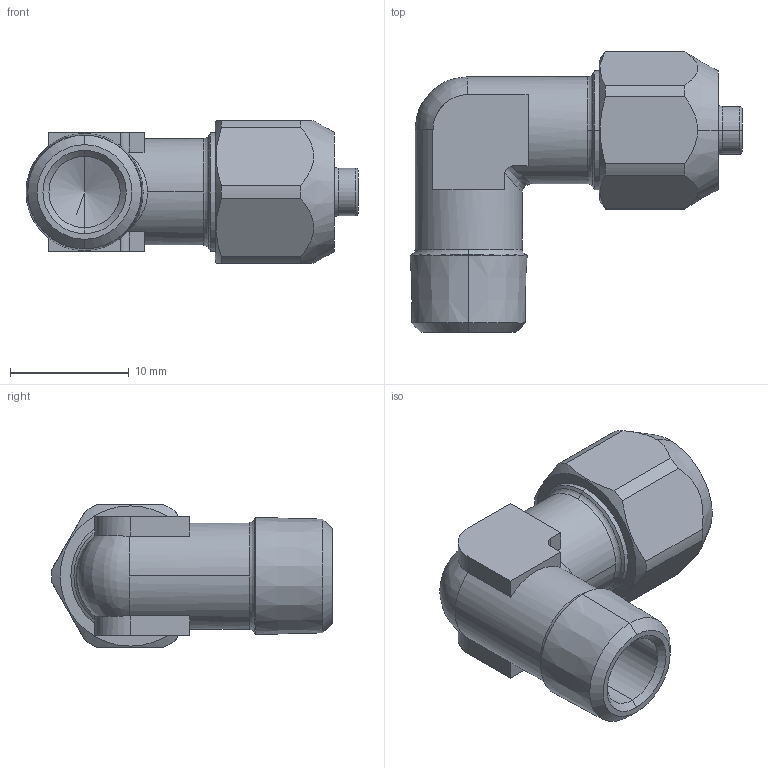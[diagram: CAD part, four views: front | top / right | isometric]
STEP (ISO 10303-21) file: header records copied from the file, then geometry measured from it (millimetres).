
FILE_DESCRIPTION (( 'STEP AP203' ), '1' );
FILE_NAME ('X2040031.STEP', '2011-07-13T07:45:02', ( 'Flavio' ), ( '' ), 'SwSTEP 2.0', 'SolidWorks 2011', '' );
FILE_SCHEMA (( 'CONFIG_CONTROL_DESIGN' ));
Length unit declared in the file: millimetre
Products named in the file (1): X2040031
Bounding box: 27.93 x 23.62 x 12 mm (x, y, z)
Volume: 2428.6 mm3; surface area: 2011.1 mm2
Topology: 1 solids, 1 shells, 72 faces, 186 edges, 117 vertices
Faces by surface type: plane 24, cylinder 22, cone 18, torus 6, bspline 2
Entity records: 2579 total; most frequent: CARTESIAN_POINT 784, ORIENTED_EDGE 368, DIRECTION 356, EDGE_CURVE 184, AXIS2_PLACEMENT_3D 139, VERTEX_POINT 117, VECTOR 78, LINE 78
